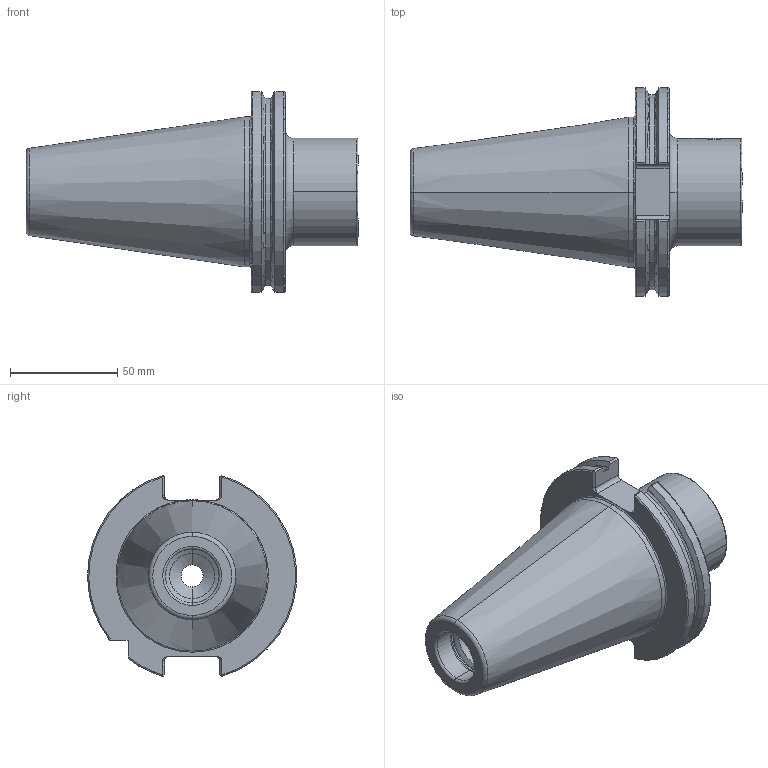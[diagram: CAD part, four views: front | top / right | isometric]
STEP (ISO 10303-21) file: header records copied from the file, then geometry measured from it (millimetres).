
FILE_DESCRIPTION (( 'STEP AP203' ), '1' );
FILE_NAME ('SK5-ST5.K01.053.STEP', '2016-02-12T09:16:04', ( 'SWIAdmin' ), ( 'Hewlett-Packard Company' ), 'SwSTEP 2.0', 'SolidWorks 2015', '' );
FILE_SCHEMA (( 'CONFIG_CONTROL_DESIGN' ));
Length unit declared in the file: millimetre
Products named in the file (3): SK5-ST5.K01.053_A; ST5-ER1.001.012_A; SK5-ST5.K01.053
Assembly tree (2 placements, depth 2):
  SK5-ST5.K01.053
    SK5-ST5.K01.053_A
    ST5-ER1.001.012_A
Bounding box: 154.6 x 97.28 x 93.51 mm (x, y, z)
Volume: 382295 mm3; surface area: 50115.5 mm2
Topology: 2 solids, 2 shells, 149 faces, 384 edges, 238 vertices
Faces by surface type: plane 48, cylinder 40, torus 33, cone 24, bspline 4
Entity records: 5486 total; most frequent: CARTESIAN_POINT 1658, ORIENTED_EDGE 764, DIRECTION 726, EDGE_CURVE 382, AXIS2_PLACEMENT_3D 285, VERTEX_POINT 238, VECTOR 156, LINE 156
